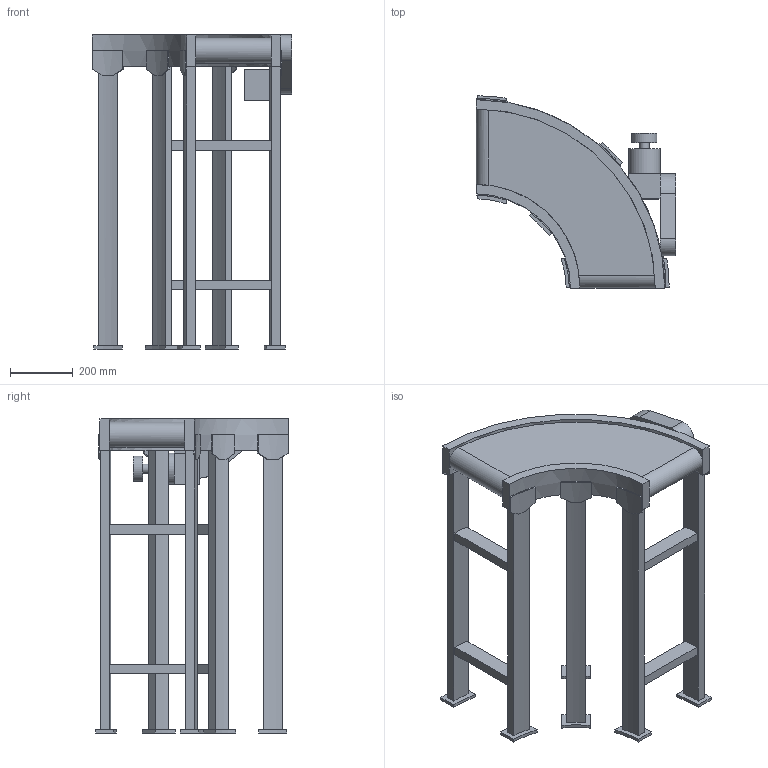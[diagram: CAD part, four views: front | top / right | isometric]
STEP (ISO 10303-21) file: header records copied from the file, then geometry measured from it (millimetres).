
FILE_DESCRIPTION(/* description */ (''),/* implementation_level */ '2;1');
FILE_NAME(/* name */ 'EsteiraCurva.stp',/* time_stamp */ '2017-12-19T18:10:24-02:00',/* author */ ('1513 IRON'),/* organization */ (''),/* preprocessor_version */ 'ST-DEVELOPER v16.13',/* originating_system */ 'Autodesk Inventor 2018',/* authorisation */ '');
FILE_SCHEMA (('AUTOMOTIVE_DESIGN { 1 0 10303 214 3 1 1 }'));
Length unit declared in the file: millimetre
Products named in the file (1): Horizontal Curve Belt Conveyor
Bounding box: 635 x 613.98 x 1000 mm (x, y, z)
Volume: 32414739.9 mm3; surface area: 2048730.8 mm2
Topology: 1 solids, 1 shells, 177 faces, 474 edges, 308 vertices
Faces by surface type: plane 110, cylinder 55, bspline 12
Full cylindrical faces by diameter (mm): 30 x1, 80 x1, 100 x1
Entity records: 11658 total; most frequent: CARTESIAN_POINT 6962, ORIENTED_EDGE 942, DIRECTION 894, EDGE_CURVE 471, VERTEX_POINT 308, AXIS2_PLACEMENT_3D 302, LINE 290, VECTOR 290
